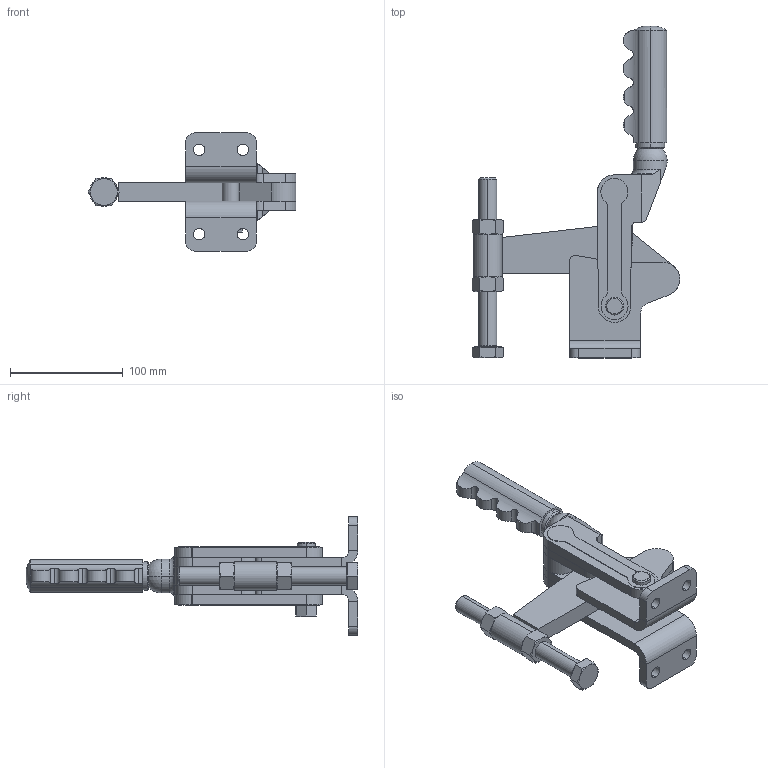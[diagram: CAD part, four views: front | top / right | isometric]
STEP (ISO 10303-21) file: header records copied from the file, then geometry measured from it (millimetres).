
FILE_DESCRIPTION (( 'STEP AP214' ), '1' );
FILE_NAME ('GH-72425(Â²¤Æ)-1.STEP', '2020-03-16T01:54:26', ( 'LinWei' ), ( '' ), 'SwSTEP 2.0', 'SolidWorks 2016', '' );
FILE_SCHEMA (( 'AUTOMOTIVE_DESIGN' ));
Length unit declared in the file: millimetre
Products named in the file (6): Group4^GH-72425(簡化)-1; Group3^GH-72425(簡化)-1; GH-72425(簡化)-1; Continuous Thread Hexagon Head Bolt_A_JIS-1^GH-72425(Â²¤Æ)-1; Group2^GH-72425(簡化)-1; Group1^GH-72425(簡化)-1
Assembly tree (5 placements, depth 2):
  GH-72425(簡化)-1
    Group3^GH-72425(簡化)-1
    Group4^GH-72425(簡化)-1
    Group1^GH-72425(簡化)-1
    Group2^GH-72425(簡化)-1
    Continuous Thread Hexagon Head Bolt_A_JIS-1^GH-72425(Â²¤Æ)-1
Bounding box: 184.55 x 295 x 105 mm (x, y, z)
Volume: 540663 mm3; surface area: 135626.7 mm2
Topology: 6 solids, 6 shells, 300 faces, 757 edges, 478 vertices
Faces by surface type: plane 128, cylinder 113, cone 48, torus 9, sphere 2
Entity records: 11393 total; most frequent: CARTESIAN_POINT 2455, DIRECTION 1521, ORIENTED_EDGE 1502, EDGE_CURVE 751, AXIS2_PLACEMENT_3D 592, VERTEX_POINT 476, EDGE_LOOP 341, LINE 337
